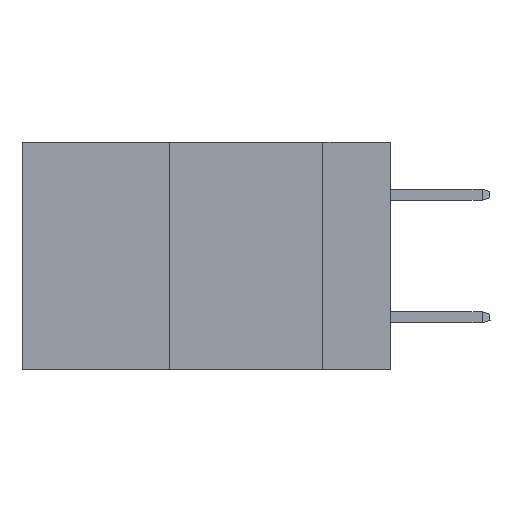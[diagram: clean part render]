
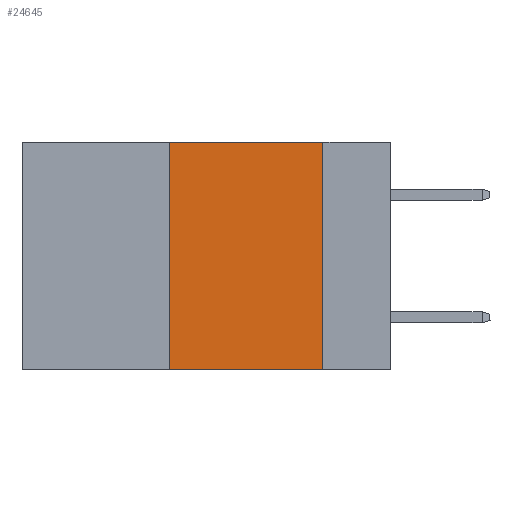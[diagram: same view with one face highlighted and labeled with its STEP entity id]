
A CAD part, left-side view. The second image highlights one B-rep face of the part: STEP entity #24645.
In plain terms, the highlighted planar face has unit normal (-1, 0, 0).
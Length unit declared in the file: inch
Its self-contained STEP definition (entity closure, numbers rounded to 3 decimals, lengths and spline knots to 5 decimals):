
#271 = PLANE ( 'NONE',  #5075 ) ;
#746 = CARTESIAN_POINT ( 'NONE',  ( 0., 0.36, 0. ) ) ;
#1274 = CARTESIAN_POINT ( 'NONE',  ( 0., 0.6, 0. ) ) ;
#1664 = CARTESIAN_POINT ( 'NONE',  ( 0., 0.11, 0. ) ) ;
#1958 = ORIENTED_EDGE ( 'NONE', *, *, #15356, .F. ) ;
#3442 = LINE ( 'NONE', #1274, #26567 ) ;
#3925 = ORIENTED_EDGE ( 'NONE', *, *, #8640, .F. ) ;
#5075 = AXIS2_PLACEMENT_3D ( 'NONE', #30091, #20039, #24976 ) ;
#6060 = CARTESIAN_POINT ( 'NONE',  ( 0., 0.36, 0. ) ) ;
#6331 = ORIENTED_EDGE ( 'NONE', *, *, #9902, .F. ) ;
#6880 = DIRECTION ( 'NONE',  ( 0., -1., 0. ) ) ;
#7858 = VERTEX_POINT ( 'NONE', #7874 ) ;
#7874 = CARTESIAN_POINT ( 'NONE',  ( 0., 0.36, -0.37 ) ) ;
#8640 = EDGE_CURVE ( 'NONE', #29525, #21207, #12108, .T. ) ;
#9902 = EDGE_CURVE ( 'NONE', #7858, #29163, #31960, .T. ) ;
#11395 = CARTESIAN_POINT ( 'NONE',  ( 0., 0.11, 0. ) ) ;
#12108 = LINE ( 'NONE', #11395, #31260 ) ;
#15356 = EDGE_CURVE ( 'NONE', #29163, #29525, #3442, .T. ) ;
#15501 = LINE ( 'NONE', #26995, #31579 ) ;
#15816 = ORIENTED_EDGE ( 'NONE', *, *, #27487, .T. ) ;
#16715 = DIRECTION ( 'NONE',  ( 0., 0., 1. ) ) ;
#17988 = FACE_OUTER_BOUND ( 'NONE', #23561, .T. ) ;
#18423 = DIRECTION ( 'NONE',  ( 0., -1., 0. ) ) ;
#19448 = VECTOR ( 'NONE', #16715, 39.37008 ) ;
#20039 = DIRECTION ( 'NONE',  ( 1., 0., 0. ) ) ;
#21207 = VERTEX_POINT ( 'NONE', #22984 ) ;
#22984 = CARTESIAN_POINT ( 'NONE',  ( 0., 0.11, -0.37 ) ) ;
#23561 = EDGE_LOOP ( 'NONE', ( #3925, #1958, #6331, #15816 ) ) ;
#24645 = ADVANCED_FACE ( 'NONE', ( #17988 ), #271, .F. ) ;
#24976 = DIRECTION ( 'NONE',  ( 0., 0., -1. ) ) ;
#26567 = VECTOR ( 'NONE', #18423, 39.37008 ) ;
#26995 = CARTESIAN_POINT ( 'NONE',  ( 0., 0.6, -0.37 ) ) ;
#27487 = EDGE_CURVE ( 'NONE', #7858, #21207, #15501, .T. ) ;
#29163 = VERTEX_POINT ( 'NONE', #746 ) ;
#29525 = VERTEX_POINT ( 'NONE', #1664 ) ;
#30091 = CARTESIAN_POINT ( 'NONE',  ( 0., 0.6, 0. ) ) ;
#31260 = VECTOR ( 'NONE', #31397, 39.37008 ) ;
#31397 = DIRECTION ( 'NONE',  ( 0., 0., -1. ) ) ;
#31579 = VECTOR ( 'NONE', #6880, 39.37008 ) ;
#31960 = LINE ( 'NONE', #6060, #19448 ) ;
